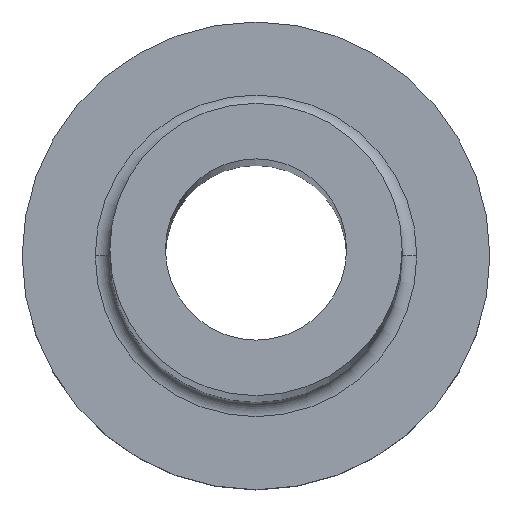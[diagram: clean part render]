
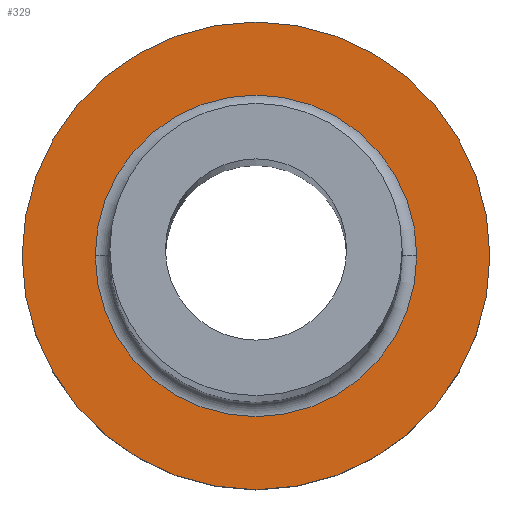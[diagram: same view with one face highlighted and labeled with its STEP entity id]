
A CAD part, top view. The second image highlights one B-rep face of the part: STEP entity #329.
In plain terms, the highlighted planar face has unit normal (0, 0, 1).
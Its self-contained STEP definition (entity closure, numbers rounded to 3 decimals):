
#15 = VERTEX_POINT ( 'NONE', #39 ) ;
#26 = DIRECTION ( 'NONE',  ( 1., 0., 0. ) ) ;
#28 = EDGE_CURVE ( 'NONE', #151, #15, #250, .T. ) ;
#31 = EDGE_CURVE ( 'NONE', #277, #316, #40, .T. ) ;
#32 = DIRECTION ( 'NONE',  ( 0., 0., 1. ) ) ;
#39 = CARTESIAN_POINT ( 'NONE',  ( 8., 0., 5. ) ) ;
#40 = CIRCLE ( 'NONE', #218, 5.5 ) ;
#46 = ORIENTED_EDGE ( 'NONE', *, *, #31, .T. ) ;
#51 = AXIS2_PLACEMENT_3D ( 'NONE', #331, #200, #148 ) ;
#57 = EDGE_LOOP ( 'NONE', ( #279, #105 ) ) ;
#61 = AXIS2_PLACEMENT_3D ( 'NONE', #332, #32, #357 ) ;
#66 = DIRECTION ( 'NONE',  ( 1., 0., 0. ) ) ;
#74 = EDGE_CURVE ( 'NONE', #15, #151, #162, .T. ) ;
#90 = DIRECTION ( 'NONE',  ( 0., 0., -1. ) ) ;
#105 = ORIENTED_EDGE ( 'NONE', *, *, #74, .T. ) ;
#108 = PLANE ( 'NONE',  #271 ) ;
#138 = AXIS2_PLACEMENT_3D ( 'NONE', #304, #278, #207 ) ;
#148 = DIRECTION ( 'NONE',  ( 1., 0., 0. ) ) ;
#151 = VERTEX_POINT ( 'NONE', #216 ) ;
#162 = CIRCLE ( 'NONE', #138, 8. ) ;
#191 = CARTESIAN_POINT ( 'NONE',  ( -5.5, 0., 5. ) ) ;
#200 = DIRECTION ( 'NONE',  ( 0., 0., -1. ) ) ;
#207 = DIRECTION ( 'NONE',  ( 1., 0., 0. ) ) ;
#216 = CARTESIAN_POINT ( 'NONE',  ( -8., 0., 5. ) ) ;
#218 = AXIS2_PLACEMENT_3D ( 'NONE', #239, #90, #66 ) ;
#223 = FACE_BOUND ( 'NONE', #288, .T. ) ;
#226 = CARTESIAN_POINT ( 'NONE',  ( 0., 0., 5. ) ) ;
#239 = CARTESIAN_POINT ( 'NONE',  ( 0., 0., 5. ) ) ;
#250 = CIRCLE ( 'NONE', #61, 8. ) ;
#271 = AXIS2_PLACEMENT_3D ( 'NONE', #226, #295, #26 ) ;
#277 = VERTEX_POINT ( 'NONE', #191 ) ;
#278 = DIRECTION ( 'NONE',  ( 0., 0., 1. ) ) ;
#279 = ORIENTED_EDGE ( 'NONE', *, *, #28, .T. ) ;
#288 = EDGE_LOOP ( 'NONE', ( #297, #46 ) ) ;
#292 = CIRCLE ( 'NONE', #51, 5.5 ) ;
#295 = DIRECTION ( 'NONE',  ( 0., 0., 1. ) ) ;
#297 = ORIENTED_EDGE ( 'NONE', *, *, #363, .T. ) ;
#298 = CARTESIAN_POINT ( 'NONE',  ( 5.5, 0., 5. ) ) ;
#304 = CARTESIAN_POINT ( 'NONE',  ( 0., 0., 5. ) ) ;
#316 = VERTEX_POINT ( 'NONE', #298 ) ;
#329 = ADVANCED_FACE ( 'NONE', ( #223, #381 ), #108, .T. ) ;
#331 = CARTESIAN_POINT ( 'NONE',  ( 0., 0., 5. ) ) ;
#332 = CARTESIAN_POINT ( 'NONE',  ( 0., 0., 5. ) ) ;
#357 = DIRECTION ( 'NONE',  ( 1., 0., 0. ) ) ;
#363 = EDGE_CURVE ( 'NONE', #316, #277, #292, .T. ) ;
#381 = FACE_OUTER_BOUND ( 'NONE', #57, .T. ) ;
